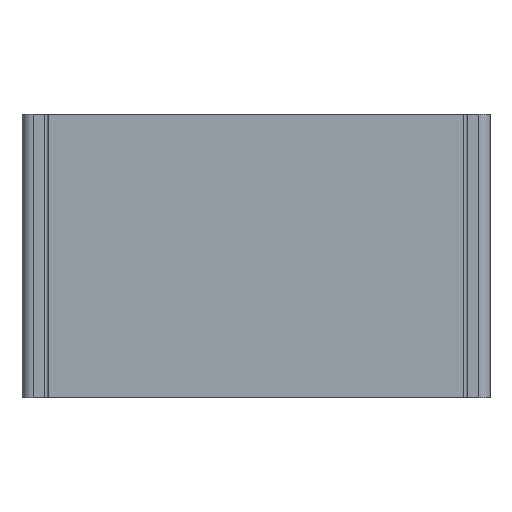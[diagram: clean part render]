
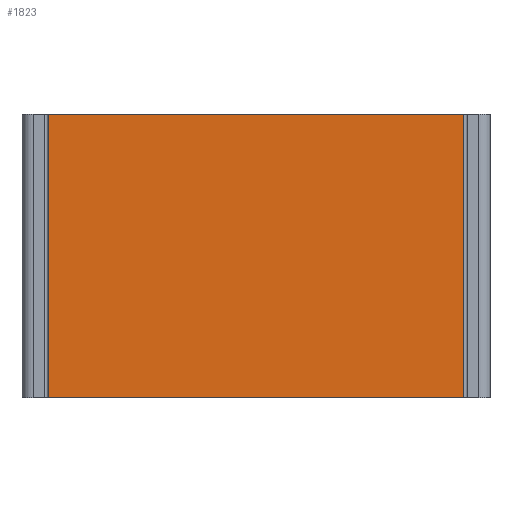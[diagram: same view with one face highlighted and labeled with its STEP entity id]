
A CAD part, front view. The second image highlights one B-rep face of the part: STEP entity #1823.
In plain terms, the highlighted planar face has unit normal (0, -1, 0).
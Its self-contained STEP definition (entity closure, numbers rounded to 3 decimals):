
#7 = CARTESIAN_POINT ( 'NONE',  ( 116.076, 0., 120. ) ) ;
#216 = EDGE_LOOP ( 'NONE', ( #5126, #962, #8909, #5801 ) ) ;
#615 = VERTEX_POINT ( 'NONE', #5450 ) ;
#635 = EDGE_CURVE ( 'NONE', #1177, #1288, #6255, .T. ) ;
#700 = DIRECTION ( 'NONE',  ( 1., 0., 0. ) ) ;
#893 = PLANE ( 'NONE',  #8893 ) ;
#962 = ORIENTED_EDGE ( 'NONE', *, *, #8674, .F. ) ;
#1177 = VERTEX_POINT ( 'NONE', #7713 ) ;
#1288 = VERTEX_POINT ( 'NONE', #7886 ) ;
#1355 = CARTESIAN_POINT ( 'NONE',  ( -30.576, 0., 220. ) ) ;
#1823 = ADVANCED_FACE ( 'NONE', ( #4486 ), #893, .T. ) ;
#2222 = DIRECTION ( 'NONE',  ( 0., 0., -1. ) ) ;
#2250 = CARTESIAN_POINT ( 'NONE',  ( 116.076, 0., 120. ) ) ;
#2738 = LINE ( 'NONE', #5713, #8850 ) ;
#3030 = CARTESIAN_POINT ( 'NONE',  ( 116.076, 0., 120. ) ) ;
#4136 = LINE ( 'NONE', #8574, #7420 ) ;
#4486 = FACE_OUTER_BOUND ( 'NONE', #216, .T. ) ;
#4985 = DIRECTION ( 'NONE',  ( 0., -1., 0. ) ) ;
#5036 = DIRECTION ( 'NONE',  ( 0., 0., 1. ) ) ;
#5126 = ORIENTED_EDGE ( 'NONE', *, *, #7353, .F. ) ;
#5450 = CARTESIAN_POINT ( 'NONE',  ( 116.076, 0., 220. ) ) ;
#5630 = DIRECTION ( 'NONE',  ( 1., 0., 0. ) ) ;
#5713 = CARTESIAN_POINT ( 'NONE',  ( 116.076, 0., 220. ) ) ;
#5801 = ORIENTED_EDGE ( 'NONE', *, *, #7498, .T. ) ;
#5938 = VERTEX_POINT ( 'NONE', #1355 ) ;
#6020 = LINE ( 'NONE', #3030, #8196 ) ;
#6255 = LINE ( 'NONE', #7, #8112 ) ;
#7353 = EDGE_CURVE ( 'NONE', #5938, #615, #2738, .T. ) ;
#7420 = VECTOR ( 'NONE', #8165, 1000. ) ;
#7498 = EDGE_CURVE ( 'NONE', #1288, #615, #6020, .T. ) ;
#7713 = CARTESIAN_POINT ( 'NONE',  ( -30.576, 0., 120. ) ) ;
#7886 = CARTESIAN_POINT ( 'NONE',  ( 116.076, 0., 120. ) ) ;
#8112 = VECTOR ( 'NONE', #700, 1000. ) ;
#8165 = DIRECTION ( 'NONE',  ( 0., 0., 1. ) ) ;
#8196 = VECTOR ( 'NONE', #5036, 1000. ) ;
#8574 = CARTESIAN_POINT ( 'NONE',  ( -30.576, 0., 120. ) ) ;
#8674 = EDGE_CURVE ( 'NONE', #1177, #5938, #4136, .T. ) ;
#8850 = VECTOR ( 'NONE', #5630, 1000. ) ;
#8893 = AXIS2_PLACEMENT_3D ( 'NONE', #2250, #4985, #2222 ) ;
#8909 = ORIENTED_EDGE ( 'NONE', *, *, #635, .T. ) ;
